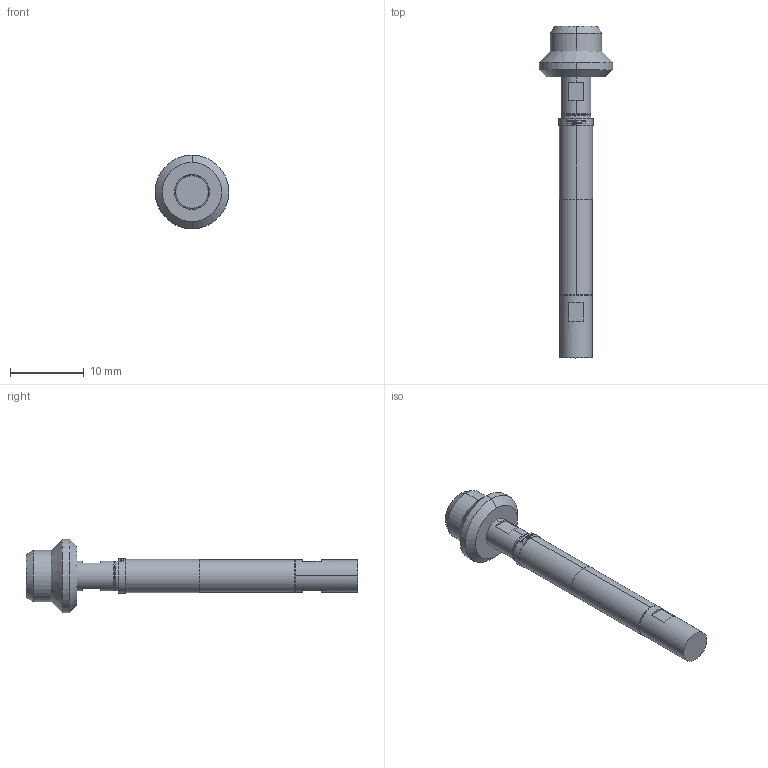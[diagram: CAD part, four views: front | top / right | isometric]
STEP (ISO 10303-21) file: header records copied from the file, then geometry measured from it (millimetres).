
FILE_DESCRIPTION (( 'STEP AP203' ), '1' );
FILE_NAME ('INGUN_HFS-8x0_303_150_A_xx42_W.STEP', '2022-04-26T12:33:50', ( 'ochi' ), ( '' ), 'SwSTEP 2.0', 'SolidWorks 2018', '' );
FILE_SCHEMA (( 'CONFIG_CONTROL_DESIGN' ));
Length unit declared in the file: millimetre
Products named in the file (1): INGUN_HFS-8x0_303_150_A_xx42_W
Bounding box: 10 x 45 x 10 mm (x, y, z)
Volume: 876.1 mm3; surface area: 896.4 mm2
Topology: 1 solids, 1 shells, 134 faces, 326 edges, 209 vertices
Faces by surface type: plane 64, cylinder 32, bspline 22, cone 16
Entity records: 4275 total; most frequent: CARTESIAN_POINT 1207, ORIENTED_EDGE 648, DIRECTION 568, EDGE_CURVE 324, AXIS2_PLACEMENT_3D 224, VERTEX_POINT 209, EDGE_LOOP 151, ADVANCED_FACE 134
